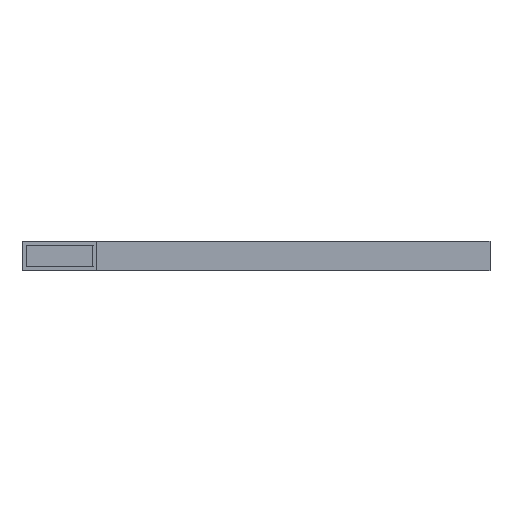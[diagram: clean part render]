
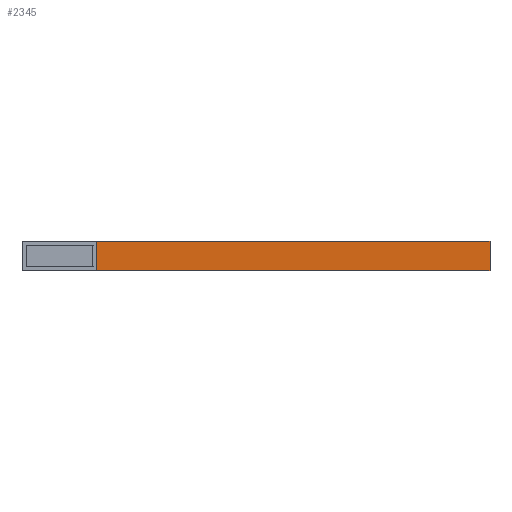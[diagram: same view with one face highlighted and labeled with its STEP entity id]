
A CAD part, front view. The second image highlights one B-rep face of the part: STEP entity #2345.
In plain terms, the highlighted planar face has unit normal (0.781, -0.625, 0).
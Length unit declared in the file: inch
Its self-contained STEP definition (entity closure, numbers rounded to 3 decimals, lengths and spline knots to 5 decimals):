
#33 = DIRECTION ( 'NONE',  ( 0.625, 0.781, 0. ) ) ;
#141 = VECTOR ( 'NONE', #461, 39.37008 ) ;
#239 = LINE ( 'NONE', #2534, #1959 ) ;
#307 = EDGE_LOOP ( 'NONE', ( #1439, #1142, #874, #828 ) ) ;
#447 = AXIS2_PLACEMENT_3D ( 'NONE', #2058, #1611, #1372 ) ;
#461 = DIRECTION ( 'NONE',  ( 0., 0., 1. ) ) ;
#490 = CARTESIAN_POINT ( 'NONE',  ( 2.56125, 0., -1. ) ) ;
#828 = ORIENTED_EDGE ( 'NONE', *, *, #2427, .T. ) ;
#855 = VERTEX_POINT ( 'NONE', #1463 ) ;
#858 = EDGE_CURVE ( 'NONE', #855, #2416, #239, .T. ) ;
#874 = ORIENTED_EDGE ( 'NONE', *, *, #858, .T. ) ;
#984 = PLANE ( 'NONE',  #447 ) ;
#1142 = ORIENTED_EDGE ( 'NONE', *, *, #1970, .F. ) ;
#1143 = VERTEX_POINT ( 'NONE', #2256 ) ;
#1185 = CARTESIAN_POINT ( 'NONE',  ( 16., 16.79844, 0. ) ) ;
#1276 = LINE ( 'NONE', #1860, #2322 ) ;
#1289 = DIRECTION ( 'NONE',  ( 0.625, 0.781, 0. ) ) ;
#1372 = DIRECTION ( 'NONE',  ( -0.625, -0.781, 0. ) ) ;
#1439 = ORIENTED_EDGE ( 'NONE', *, *, #1462, .F. ) ;
#1462 = EDGE_CURVE ( 'NONE', #1143, #2381, #1941, .T. ) ;
#1463 = CARTESIAN_POINT ( 'NONE',  ( 2.56125, 0., -1. ) ) ;
#1533 = CARTESIAN_POINT ( 'NONE',  ( 16., 16.79844, 0. ) ) ;
#1611 = DIRECTION ( 'NONE',  ( -0.781, 0.625, 0. ) ) ;
#1688 = DIRECTION ( 'NONE',  ( 0., 0., 1. ) ) ;
#1860 = CARTESIAN_POINT ( 'NONE',  ( 16., 16.79844, -1. ) ) ;
#1941 = LINE ( 'NONE', #1533, #2326 ) ;
#1959 = VECTOR ( 'NONE', #1289, 39.37008 ) ;
#1970 = EDGE_CURVE ( 'NONE', #855, #1143, #2188, .T. ) ;
#2058 = CARTESIAN_POINT ( 'NONE',  ( 16., 16.79844, -1. ) ) ;
#2188 = LINE ( 'NONE', #490, #141 ) ;
#2256 = CARTESIAN_POINT ( 'NONE',  ( 2.56125, 0., 0. ) ) ;
#2257 = FACE_OUTER_BOUND ( 'NONE', #307, .T. ) ;
#2322 = VECTOR ( 'NONE', #1688, 39.37008 ) ;
#2326 = VECTOR ( 'NONE', #33, 39.37008 ) ;
#2345 = ADVANCED_FACE ( 'NONE', ( #2257 ), #984, .F. ) ;
#2381 = VERTEX_POINT ( 'NONE', #1185 ) ;
#2416 = VERTEX_POINT ( 'NONE', #2502 ) ;
#2427 = EDGE_CURVE ( 'NONE', #2416, #2381, #1276, .T. ) ;
#2502 = CARTESIAN_POINT ( 'NONE',  ( 16., 16.79844, -1. ) ) ;
#2534 = CARTESIAN_POINT ( 'NONE',  ( 16., 16.79844, -1. ) ) ;
